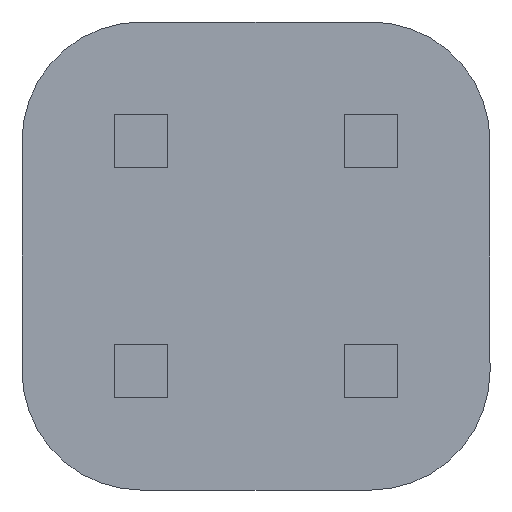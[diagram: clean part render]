
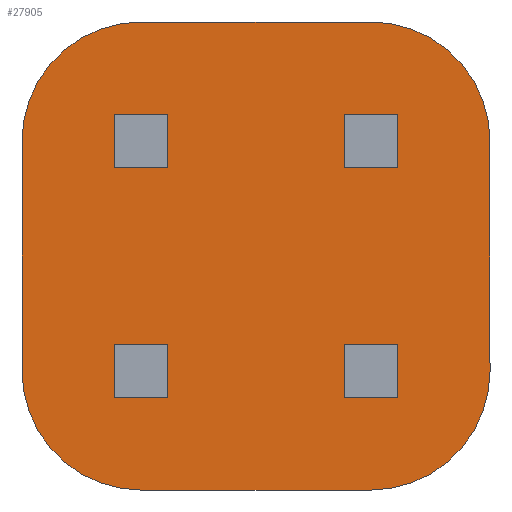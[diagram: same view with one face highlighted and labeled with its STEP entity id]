
A CAD part, front view. The second image highlights one B-rep face of the part: STEP entity #27905.
In plain terms, the highlighted planar face has unit normal (0, -1, 0).
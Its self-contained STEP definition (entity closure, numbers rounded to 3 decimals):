
#367 = VERTEX_POINT ( 'NONE', #25244 ) ;
#419 = ORIENTED_EDGE ( 'NONE', *, *, #31748, .F. ) ;
#779 = EDGE_CURVE ( 'NONE', #28430, #26098, #22000, .T. ) ;
#1249 = DIRECTION ( 'NONE',  ( 0., 0., 1. ) ) ;
#1269 = EDGE_CURVE ( 'NONE', #28600, #33466, #13822, .T. ) ;
#1317 = CARTESIAN_POINT ( 'NONE',  ( -1732.412, -300., -3525. ) ) ;
#1565 = ORIENTED_EDGE ( 'NONE', *, *, #8628, .F. ) ;
#1580 = LINE ( 'NONE', #9807, #22796 ) ;
#2065 = ORIENTED_EDGE ( 'NONE', *, *, #1269, .F. ) ;
#2125 = AXIS2_PLACEMENT_3D ( 'NONE', #33039, #15702, #35942 ) ;
#3427 = CARTESIAN_POINT ( 'NONE',  ( 3525., -300., 1732.412 ) ) ;
#3806 = DIRECTION ( 'NONE',  ( 0., 1., 0. ) ) ;
#4052 = CARTESIAN_POINT ( 'NONE',  ( -1732.412, -300., 3525. ) ) ;
#6320 = VECTOR ( 'NONE', #27128, 1000. ) ;
#7737 = VECTOR ( 'NONE', #29630, 1000. ) ;
#8134 = DIRECTION ( 'NONE',  ( 0., 1., 0. ) ) ;
#8183 = VERTEX_POINT ( 'NONE', #1317 ) ;
#8628 = EDGE_CURVE ( 'NONE', #26098, #8183, #1580, .T. ) ;
#9422 = CARTESIAN_POINT ( 'NONE',  ( -3525., -300., -1732.412 ) ) ;
#9807 = CARTESIAN_POINT ( 'NONE',  ( -1732.412, -300., -3525. ) ) ;
#10256 = EDGE_CURVE ( 'NONE', #33466, #28430, #15926, .T. ) ;
#10398 = DIRECTION ( 'NONE',  ( 0., 0., -1. ) ) ;
#10864 = EDGE_LOOP ( 'NONE', ( #2065, #419, #22132, #27168, #17296, #1565, #25079, #20164 ) ) ;
#12776 = PLANE ( 'NONE',  #2125 ) ;
#13470 = CARTESIAN_POINT ( 'NONE',  ( 1732.412, -300., 3525. ) ) ;
#13822 = CIRCLE ( 'NONE', #31645, 1792.588 ) ;
#14310 = EDGE_CURVE ( 'NONE', #8183, #25617, #29201, .T. ) ;
#14823 = CARTESIAN_POINT ( 'NONE',  ( 1732.412, -300., -3525. ) ) ;
#15702 = DIRECTION ( 'NONE',  ( 0., 1., 0. ) ) ;
#15926 = LINE ( 'NONE', #27695, #33129 ) ;
#16528 = CARTESIAN_POINT ( 'NONE',  ( -1732.412, -300., 1732.412 ) ) ;
#17296 = ORIENTED_EDGE ( 'NONE', *, *, #14310, .F. ) ;
#18530 = DIRECTION ( 'NONE',  ( 0., 1., 0. ) ) ;
#19436 = DIRECTION ( 'NONE',  ( 0., 0., 1. ) ) ;
#20164 = ORIENTED_EDGE ( 'NONE', *, *, #10256, .F. ) ;
#21098 = CARTESIAN_POINT ( 'NONE',  ( 1732.412, -300., 1732.412 ) ) ;
#21437 = DIRECTION ( 'NONE',  ( -1., 0., 0. ) ) ;
#22000 = CIRCLE ( 'NONE', #32363, 1792.588 ) ;
#22132 = ORIENTED_EDGE ( 'NONE', *, *, #24597, .F. ) ;
#22599 = LINE ( 'NONE', #4052, #6320 ) ;
#22796 = VECTOR ( 'NONE', #21437, 1000. ) ;
#23990 = DIRECTION ( 'NONE',  ( 0., 0., 1. ) ) ;
#24597 = EDGE_CURVE ( 'NONE', #367, #31126, #36966, .T. ) ;
#25079 = ORIENTED_EDGE ( 'NONE', *, *, #779, .F. ) ;
#25244 = CARTESIAN_POINT ( 'NONE',  ( -3525., -300., 1732.412 ) ) ;
#25415 = CARTESIAN_POINT ( 'NONE',  ( -1732.412, -300., -1732.412 ) ) ;
#25617 = VERTEX_POINT ( 'NONE', #27228 ) ;
#26098 = VERTEX_POINT ( 'NONE', #14823 ) ;
#27051 = CARTESIAN_POINT ( 'NONE',  ( -1732.412, -300., 3525. ) ) ;
#27125 = CARTESIAN_POINT ( 'NONE',  ( 3525., -300., -1732.412 ) ) ;
#27128 = DIRECTION ( 'NONE',  ( 1., 0., 0. ) ) ;
#27168 = ORIENTED_EDGE ( 'NONE', *, *, #30539, .F. ) ;
#27198 = FACE_OUTER_BOUND ( 'NONE', #10864, .T. ) ;
#27228 = CARTESIAN_POINT ( 'NONE',  ( -3525., -300., -1732.412 ) ) ;
#27695 = CARTESIAN_POINT ( 'NONE',  ( 3525., -300., -1732.412 ) ) ;
#27905 = ADVANCED_FACE ( 'NONE', ( #27198 ), #12776, .F. ) ;
#28338 = DIRECTION ( 'NONE',  ( 0., 0., 1. ) ) ;
#28341 = AXIS2_PLACEMENT_3D ( 'NONE', #25415, #8134, #28338 ) ;
#28430 = VERTEX_POINT ( 'NONE', #27125 ) ;
#28600 = VERTEX_POINT ( 'NONE', #13470 ) ;
#29201 = CIRCLE ( 'NONE', #28341, 1792.588 ) ;
#29630 = DIRECTION ( 'NONE',  ( 0., 0., 1. ) ) ;
#29881 = LINE ( 'NONE', #9422, #7737 ) ;
#30539 = EDGE_CURVE ( 'NONE', #25617, #367, #29881, .T. ) ;
#31126 = VERTEX_POINT ( 'NONE', #27051 ) ;
#31645 = AXIS2_PLACEMENT_3D ( 'NONE', #21098, #3806, #23990 ) ;
#31748 = EDGE_CURVE ( 'NONE', #31126, #28600, #22599, .T. ) ;
#32363 = AXIS2_PLACEMENT_3D ( 'NONE', #35860, #18530, #1249 ) ;
#32544 = AXIS2_PLACEMENT_3D ( 'NONE', #16528, #36776, #19436 ) ;
#33039 = CARTESIAN_POINT ( 'NONE',  ( 1732.412, -300., 1732.412 ) ) ;
#33129 = VECTOR ( 'NONE', #10398, 1000. ) ;
#33466 = VERTEX_POINT ( 'NONE', #3427 ) ;
#35860 = CARTESIAN_POINT ( 'NONE',  ( 1732.412, -300., -1732.412 ) ) ;
#35942 = DIRECTION ( 'NONE',  ( 0., 0., 1. ) ) ;
#36776 = DIRECTION ( 'NONE',  ( 0., 1., 0. ) ) ;
#36966 = CIRCLE ( 'NONE', #32544, 1792.589 ) ;
